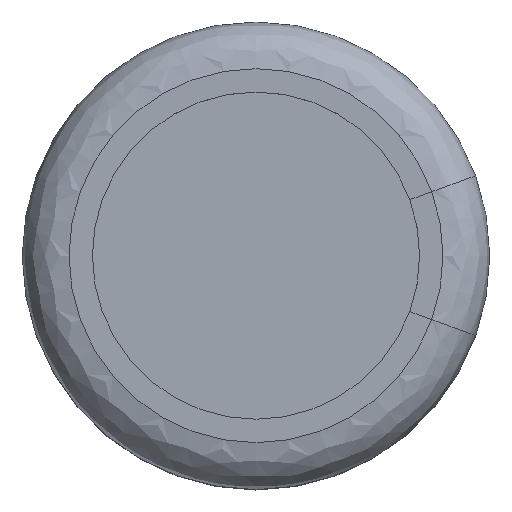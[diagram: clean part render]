
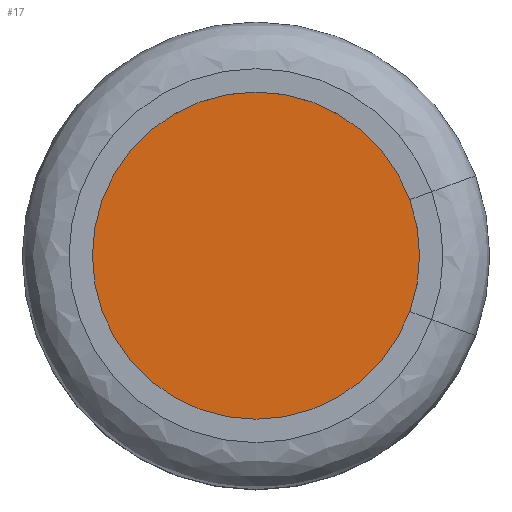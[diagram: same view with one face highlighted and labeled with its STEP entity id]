
A CAD part, top view. The second image highlights one B-rep face of the part: STEP entity #17.
In plain terms, the highlighted planar face has unit normal (0, 0, 1).
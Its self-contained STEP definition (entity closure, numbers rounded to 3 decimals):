
#13=DIRECTION('',(0.,0.,1.));
#14=DIRECTION('',(1.,0.,0.));
#17=ADVANCED_FACE('',(#18),#35,.T.);
#18=FACE_BOUND('',#19,.T.);
#19=EDGE_LOOP('',(#20,#29,#33));
#20=ORIENTED_EDGE('',*,*,#21,.T.);
#21=EDGE_CURVE('',#22,#24,#26,.T.);
#22=VERTEX_POINT('',#23);
#23=CARTESIAN_POINT('',(2.8,0.,6.84));
#24=VERTEX_POINT('',#25);
#25=CARTESIAN_POINT('',(2.631,0.958,6.84));
#26=CIRCLE('',#27,2.8);
#27=AXIS2_PLACEMENT_3D('',#28,#13,#14);
#28=CARTESIAN_POINT('',(0.,0.,6.84));
#29=ORIENTED_EDGE('',*,*,#30,.T.);
#30=EDGE_CURVE('',#24,#31,#26,.T.);
#31=VERTEX_POINT('',#32);
#32=CARTESIAN_POINT('',(2.631,-0.958,6.84));
#33=ORIENTED_EDGE('',*,*,#34,.T.);
#34=EDGE_CURVE('',#31,#22,#26,.T.);
#35=PLANE('',#27);
